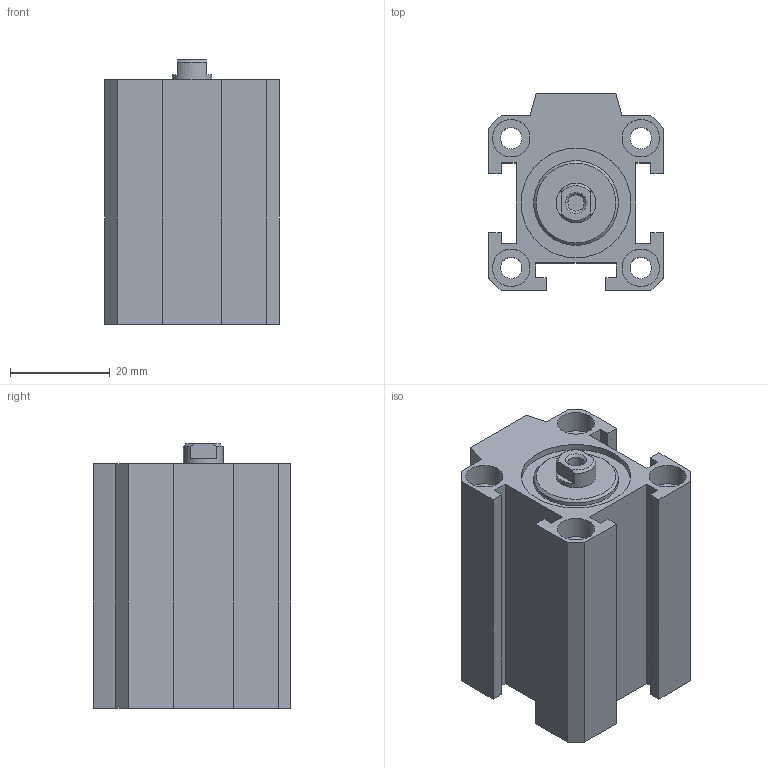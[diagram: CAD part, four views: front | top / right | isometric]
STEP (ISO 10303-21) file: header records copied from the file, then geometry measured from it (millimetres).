
FILE_DESCRIPTION(/* description */ ('Unknown'),/* implementation_level */ '2;1');
FILE_NAME(/* name */ '1502.20.15',/* time_stamp */ '2021-09-09T15:04:16-04:00',/* author */ ('Unknown'),/* organization */ ('Unknown'),/* preprocessor_version */ 'ST-DEVELOPER v16.7',/* originating_system */ 'Solid Edge',/* authorisation */ 'Unknown');
FILE_SCHEMA (('AUTOMOTIVE_DESIGN {1 0 10303 214 3 1 1}'));
Length unit declared in the file: millimetre
Products named in the file (3): 1502.20.15; C_1501_20_0010_0; S_1501_20_0010_0
Assembly tree (2 placements, depth 2):
  1502.20.15
    C_1501_20_0010_0
    S_1501_20_0010_0
Bounding box: 35 x 39.5 x 53 mm (x, y, z)
Volume: 42367.9 mm3; surface area: 20789.7 mm2
Topology: 2 solids, 2 shells, 91 faces, 206 edges, 137 vertices
Faces by surface type: plane 62, cylinder 23, cone 6
Full cylindrical faces by diameter (mm): 3.242 x1, 4.3 x4, 7.5 x8, 8 x2, 8.566 x2, 17 x2, 20 x2, 22 x2
Entity records: 2996 total; most frequent: DIRECTION 414, CARTESIAN_POINT 410, ORIENTED_EDGE 350, EDGE_CURVE 175, AXIS2_PLACEMENT_3D 149, EDGE_LOOP 144, FACE_BOUND 144, VERTEX_POINT 133
